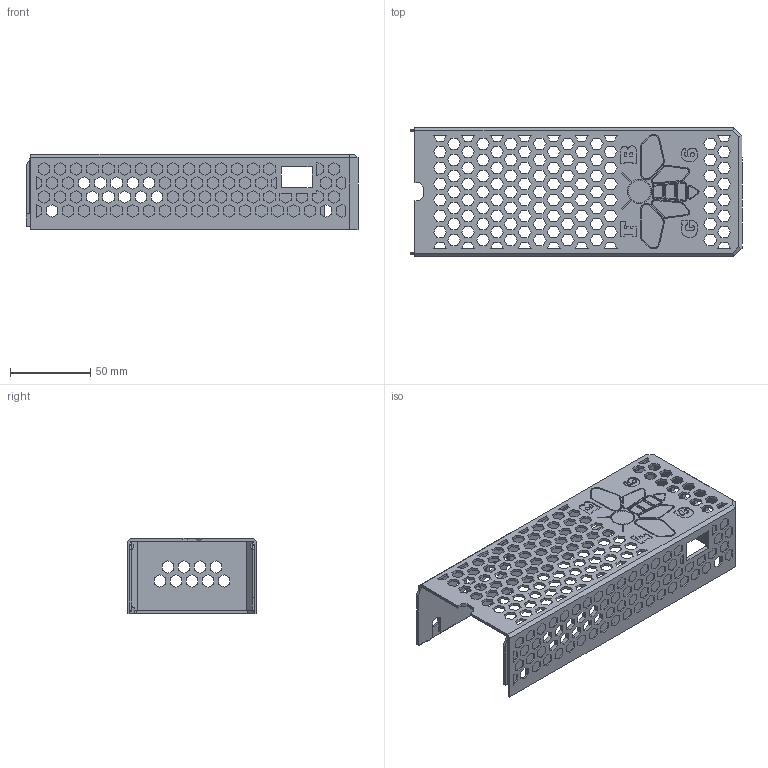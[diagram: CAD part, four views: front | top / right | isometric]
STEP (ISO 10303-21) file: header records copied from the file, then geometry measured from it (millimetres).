
FILE_DESCRIPTION(('STEP AP242'), '1');
FILE_NAME('Case_bottom', '', ('UNSPECIFIED'), ('UNSPECIFIED'), 'C3D Converter', 'C3D Toolkit', '');
FILE_SCHEMA(('AP242_MANAGED_MODEL_BASED_3D_ENGINEERING_MIM_LF { 1 0 10303 442 1 1 4 }'));
Length unit declared in the file: millimetre
Bounding box: 206.25 x 80 x 46.6 mm (x, y, z)
Volume: 62132.9 mm3; surface area: 72008 mm2
Topology: 1 solids, 1 shells, 2129 faces, 5895 edges, 3928 vertices
Faces by surface type: plane 2017, cylinder 56, extrusion 53, bspline 2, torus 1
Entity records: 84735 total; most frequent: CARTESIAN_POINT 12669, ORIENTED_EDGE 11790, DIRECTION 10097, EDGE_CURVE 5895, VECTOR 5721, LINE 5668, VERTEX_POINT 3928, FACE_BOUND 2585
